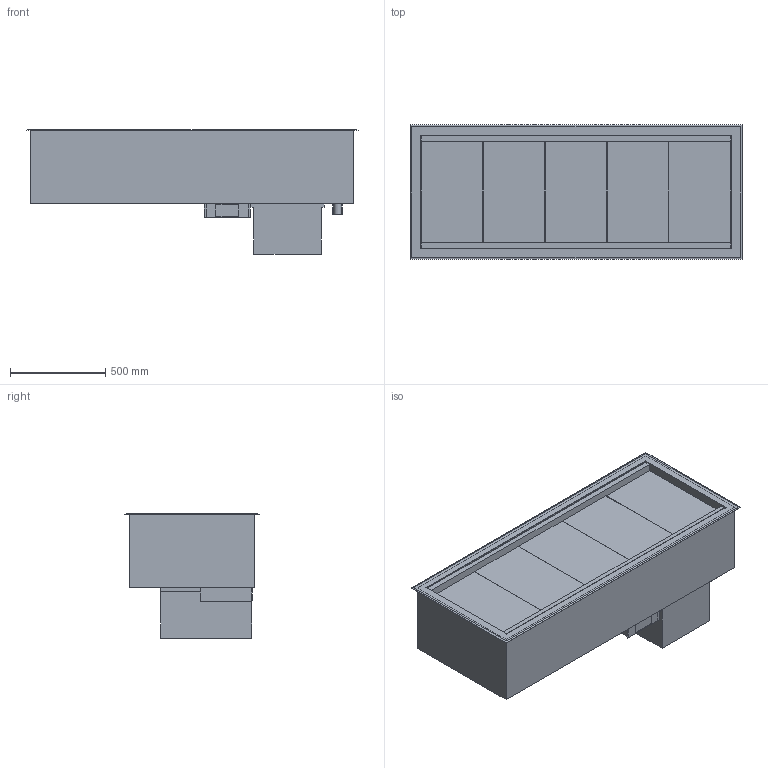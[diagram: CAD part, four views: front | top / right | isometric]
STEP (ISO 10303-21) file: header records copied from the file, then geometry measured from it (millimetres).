
FILE_DESCRIPTION(/* description */ ('Umluftkühlwanne: eigengekühlt'),/* implementation_level */ '2;1');
FILE_NAME(/* name */ '3D-AKE-00003002.stp',/* time_stamp */ '2023-09-13T11:03:03+02:00',/* author */ ('marina.schachner'),/* organization */ (''),/* preprocessor_version */ 'ST-DEVELOPER v18.1',/* originating_system */ 'Autodesk Inventor 2020',/* authorisation */ '');
FILE_SCHEMA (('AUTOMOTIVE_DESIGN { 1 0 10303 214 3 1 1 }'));
Length unit declared in the file: millimetre
Products named in the file (1): 3D-AKE-00003002
Bounding box: 1745 x 705 x 655 mm (x, y, z)
Volume: 169236849.9 mm3; surface area: 9715969.9 mm2
Topology: 8 solids, 8 shells, 93 faces, 210 edges, 140 vertices
Faces by surface type: plane 91, cylinder 2
Full cylindrical faces by diameter (mm): 40 x1, 50 x1
Entity records: 2586 total; most frequent: CARTESIAN_POINT 444, ORIENTED_EDGE 420, DIRECTION 406, EDGE_CURVE 210, LINE 202, VECTOR 202, VERTEX_POINT 140, AXIS2_PLACEMENT_3D 102
